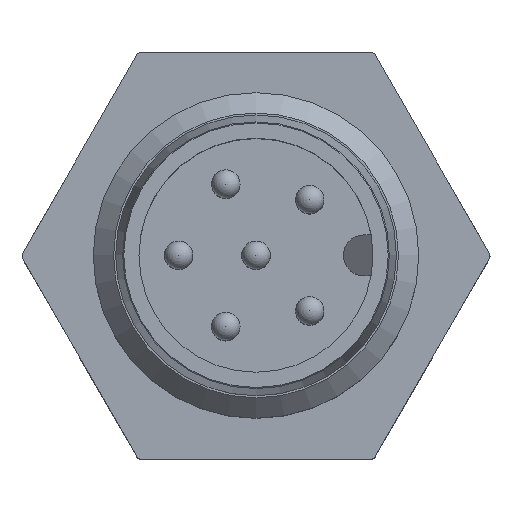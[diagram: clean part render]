
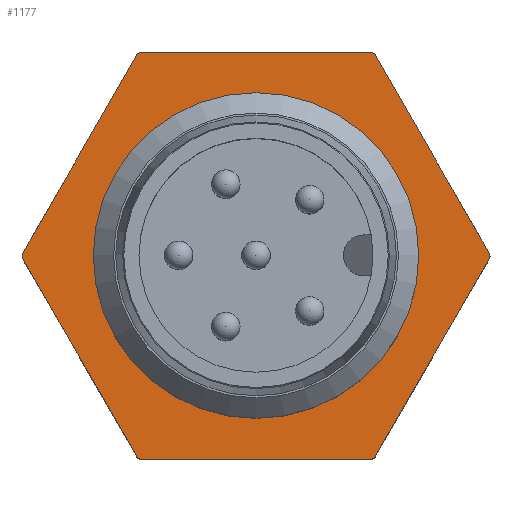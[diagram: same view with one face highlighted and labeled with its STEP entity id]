
A CAD part, top view. The second image highlights one B-rep face of the part: STEP entity #1177.
In plain terms, the highlighted planar face has unit normal (0, 0, 1).
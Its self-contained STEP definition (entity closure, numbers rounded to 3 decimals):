
#961=LINE('',#4182,#1041);
#962=LINE('',#4186,#1042);
#963=LINE('',#4190,#1043);
#964=LINE('',#4194,#1044);
#965=LINE('',#4198,#1045);
#966=LINE('',#4202,#1046);
#1041=VECTOR('',#3448,1.);
#1042=VECTOR('',#3451,1.);
#1043=VECTOR('',#3454,1.);
#1044=VECTOR('',#3457,1.);
#1045=VECTOR('',#3460,1.);
#1046=VECTOR('',#3463,1.);
#1122=PLANE('',#3109);
#1177=ADVANCED_FACE('',(#1412,#1413),#1122,.F.);
#1412=FACE_BOUND('',#1616,.T.);
#1413=FACE_BOUND('',#1617,.T.);
#1616=EDGE_LOOP('',(#1880));
#1617=EDGE_LOOP('',(#1881,#1882,#1883,#1884,#1885,#1886,#1887,#1888,#1889,
#1890,#1891,#1892));
#1880=ORIENTED_EDGE('',*,*,#2656,.T.);
#1881=ORIENTED_EDGE('',*,*,#2657,.F.);
#1882=ORIENTED_EDGE('',*,*,#2658,.T.);
#1883=ORIENTED_EDGE('',*,*,#2659,.F.);
#1884=ORIENTED_EDGE('',*,*,#2660,.T.);
#1885=ORIENTED_EDGE('',*,*,#2661,.F.);
#1886=ORIENTED_EDGE('',*,*,#2662,.T.);
#1887=ORIENTED_EDGE('',*,*,#2663,.F.);
#1888=ORIENTED_EDGE('',*,*,#2664,.F.);
#1889=ORIENTED_EDGE('',*,*,#2665,.F.);
#1890=ORIENTED_EDGE('',*,*,#2666,.F.);
#1891=ORIENTED_EDGE('',*,*,#2667,.F.);
#1892=ORIENTED_EDGE('',*,*,#2668,.F.);
#2436=VERTEX_POINT('',#4178);
#2437=VERTEX_POINT('',#4180);
#2438=VERTEX_POINT('',#4181);
#2439=VERTEX_POINT('',#4183);
#2440=VERTEX_POINT('',#4185);
#2441=VERTEX_POINT('',#4187);
#2442=VERTEX_POINT('',#4189);
#2443=VERTEX_POINT('',#4191);
#2444=VERTEX_POINT('',#4193);
#2445=VERTEX_POINT('',#4195);
#2446=VERTEX_POINT('',#4197);
#2447=VERTEX_POINT('',#4199);
#2448=VERTEX_POINT('',#4201);
#2656=EDGE_CURVE('',#2436,#2436,#2934,.T.);
#2657=EDGE_CURVE('',#2437,#2438,#2935,.T.);
#2658=EDGE_CURVE('',#2437,#2439,#961,.T.);
#2659=EDGE_CURVE('',#2440,#2439,#2936,.T.);
#2660=EDGE_CURVE('',#2440,#2441,#962,.T.);
#2661=EDGE_CURVE('',#2442,#2441,#2937,.T.);
#2662=EDGE_CURVE('',#2442,#2443,#963,.T.);
#2663=EDGE_CURVE('',#2444,#2443,#2938,.T.);
#2664=EDGE_CURVE('',#2445,#2444,#964,.T.);
#2665=EDGE_CURVE('',#2446,#2445,#2939,.T.);
#2666=EDGE_CURVE('',#2447,#2446,#965,.T.);
#2667=EDGE_CURVE('',#2448,#2447,#2940,.T.);
#2668=EDGE_CURVE('',#2438,#2448,#966,.T.);
#2934=CIRCLE('',#3102,3.45);
#2935=CIRCLE('',#3103,5.75);
#2936=CIRCLE('',#3104,5.75);
#2937=CIRCLE('',#3105,5.75);
#2938=CIRCLE('',#3106,5.75);
#2939=CIRCLE('',#3107,5.75);
#2940=CIRCLE('',#3108,5.75);
#3102=AXIS2_PLACEMENT_3D('',#4177,#3444,#3445);
#3103=AXIS2_PLACEMENT_3D('',#4179,#3446,#3447);
#3104=AXIS2_PLACEMENT_3D('',#4184,#3449,#3450);
#3105=AXIS2_PLACEMENT_3D('',#4188,#3452,#3453);
#3106=AXIS2_PLACEMENT_3D('',#4192,#3455,#3456);
#3107=AXIS2_PLACEMENT_3D('',#4196,#3458,#3459);
#3108=AXIS2_PLACEMENT_3D('',#4200,#3461,#3462);
#3109=AXIS2_PLACEMENT_3D('',#4203,#3464,#3465);
#3444=DIRECTION('',(0.,0.,-1.));
#3445=DIRECTION('',(-1.,0.,0.));
#3446=DIRECTION('',(0.,0.,-1.));
#3447=DIRECTION('',(0.,-1.,0.));
#3448=DIRECTION('',(0.5,-0.866,0.));
#3449=DIRECTION('',(0.,0.,-1.));
#3450=DIRECTION('',(0.,-1.,0.));
#3451=DIRECTION('',(1.,0.,0.));
#3452=DIRECTION('',(0.,0.,-1.));
#3453=DIRECTION('',(0.,-1.,0.));
#3454=DIRECTION('',(0.5,0.866,0.));
#3455=DIRECTION('',(0.,0.,-1.));
#3456=DIRECTION('',(0.,-1.,0.));
#3457=DIRECTION('',(0.5,-0.866,0.));
#3458=DIRECTION('',(0.,0.,-1.));
#3459=DIRECTION('',(0.,-1.,0.));
#3460=DIRECTION('',(1.,0.,0.));
#3461=DIRECTION('',(0.,0.,-1.));
#3462=DIRECTION('',(0.,-1.,0.));
#3463=DIRECTION('',(0.5,0.866,0.));
#3464=DIRECTION('',(0.,0.,-1.));
#3465=DIRECTION('',(0.,-1.,0.));
#4177=CARTESIAN_POINT('',(-230.,10.,0.));
#4178=CARTESIAN_POINT('',(-233.45,10.,0.));
#4179=CARTESIAN_POINT('',(-230.,10.,0.));
#4180=CARTESIAN_POINT('',(-235.75,9.959,0.));
#4181=CARTESIAN_POINT('',(-235.75,10.041,0.));
#4182=CARTESIAN_POINT('',(-234.33,7.5,0.));
#4183=CARTESIAN_POINT('',(-232.91,5.041,0.));
#4184=CARTESIAN_POINT('',(-230.,10.,0.));
#4185=CARTESIAN_POINT('',(-232.839,5.,0.));
#4186=CARTESIAN_POINT('',(-230.,5.,0.));
#4187=CARTESIAN_POINT('',(-227.161,5.,0.));
#4188=CARTESIAN_POINT('',(-230.,10.,0.));
#4189=CARTESIAN_POINT('',(-227.09,5.041,0.));
#4190=CARTESIAN_POINT('',(-225.67,7.5,0.));
#4191=CARTESIAN_POINT('',(-224.25,9.959,0.));
#4192=CARTESIAN_POINT('',(-230.,10.,0.));
#4193=CARTESIAN_POINT('',(-224.25,10.041,0.));
#4194=CARTESIAN_POINT('',(-225.67,12.5,0.));
#4195=CARTESIAN_POINT('',(-227.09,14.959,0.));
#4196=CARTESIAN_POINT('',(-230.,10.,0.));
#4197=CARTESIAN_POINT('',(-227.161,15.,0.));
#4198=CARTESIAN_POINT('',(-230.,15.,0.));
#4199=CARTESIAN_POINT('',(-232.839,15.,0.));
#4200=CARTESIAN_POINT('',(-230.,10.,0.));
#4201=CARTESIAN_POINT('',(-232.91,14.959,0.));
#4202=CARTESIAN_POINT('',(-234.33,12.5,0.));
#4203=CARTESIAN_POINT('',(-230.,10.,0.));
